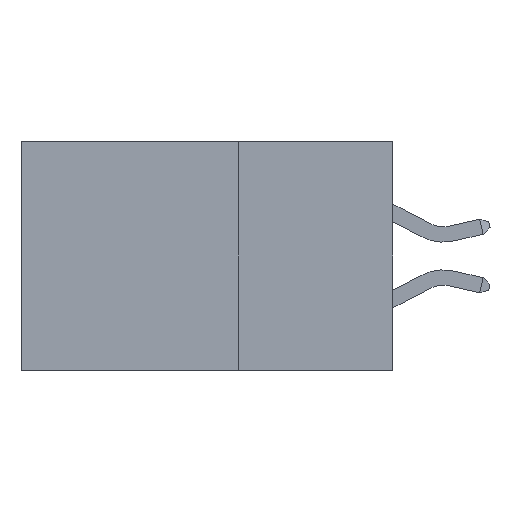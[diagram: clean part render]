
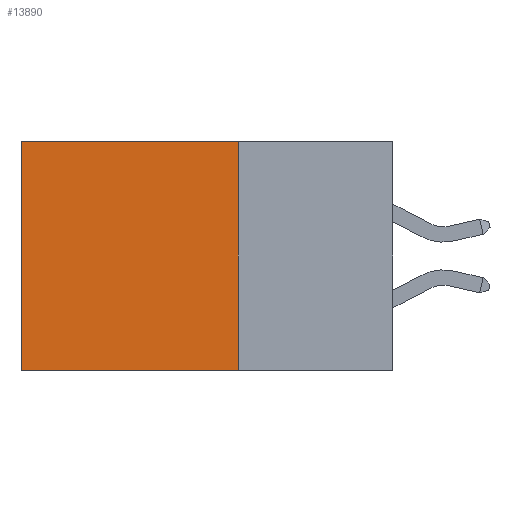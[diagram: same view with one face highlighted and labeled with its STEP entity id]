
A CAD part, left-side view. The second image highlights one B-rep face of the part: STEP entity #13890.
In plain terms, the highlighted planar face has unit normal (-1, 0, 0).
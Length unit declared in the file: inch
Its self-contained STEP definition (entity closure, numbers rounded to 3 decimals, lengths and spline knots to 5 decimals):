
#266 = ORIENTED_EDGE ( 'NONE', *, *, #1454, .F. ) ;
#655 = EDGE_CURVE ( 'NONE', #11535, #5906, #3705, .T. ) ;
#710 = VERTEX_POINT ( 'NONE', #8478 ) ;
#1307 = CARTESIAN_POINT ( 'NONE',  ( 0.2875, 0.25, 0. ) ) ;
#1454 = EDGE_CURVE ( 'NONE', #710, #5906, #4876, .T. ) ;
#2913 = VECTOR ( 'NONE', #10657, 39.37008 ) ;
#3705 = LINE ( 'NONE', #4938, #10852 ) ;
#4201 = LINE ( 'NONE', #7479, #8050 ) ;
#4395 = VECTOR ( 'NONE', #11291, 39.37008 ) ;
#4876 = LINE ( 'NONE', #13225, #2913 ) ;
#4938 = CARTESIAN_POINT ( 'NONE',  ( 0.2875, 0.6, 0. ) ) ;
#5001 = ORIENTED_EDGE ( 'NONE', *, *, #12874, .F. ) ;
#5638 = PLANE ( 'NONE',  #6704 ) ;
#5725 = CARTESIAN_POINT ( 'NONE',  ( 0.2875, 0.25, 0. ) ) ;
#5906 = VERTEX_POINT ( 'NONE', #13338 ) ;
#6704 = AXIS2_PLACEMENT_3D ( 'NONE', #1307, #9941, #7929 ) ;
#7479 = CARTESIAN_POINT ( 'NONE',  ( 0.2875, 0.25, 0. ) ) ;
#7929 = DIRECTION ( 'NONE',  ( 0., 0., -1. ) ) ;
#8050 = VECTOR ( 'NONE', #12786, 39.37008 ) ;
#8128 = DIRECTION ( 'NONE',  ( 0., 0., -1. ) ) ;
#8478 = CARTESIAN_POINT ( 'NONE',  ( 0.2875, 0.25, -0.37 ) ) ;
#8562 = ORIENTED_EDGE ( 'NONE', *, *, #12975, .T. ) ;
#9941 = DIRECTION ( 'NONE',  ( 1., 0., 0. ) ) ;
#10657 = DIRECTION ( 'NONE',  ( 0., 1., 0. ) ) ;
#10852 = VECTOR ( 'NONE', #8128, 39.37008 ) ;
#11092 = FACE_OUTER_BOUND ( 'NONE', #11477, .T. ) ;
#11291 = DIRECTION ( 'NONE',  ( 0., 0., -1. ) ) ;
#11477 = EDGE_LOOP ( 'NONE', ( #12430, #266, #5001, #8562 ) ) ;
#11535 = VERTEX_POINT ( 'NONE', #12646 ) ;
#12430 = ORIENTED_EDGE ( 'NONE', *, *, #655, .T. ) ;
#12445 = CARTESIAN_POINT ( 'NONE',  ( 0.2875, 0.25, 0. ) ) ;
#12646 = CARTESIAN_POINT ( 'NONE',  ( 0.2875, 0.6, 0. ) ) ;
#12786 = DIRECTION ( 'NONE',  ( 0., 1., 0. ) ) ;
#12874 = EDGE_CURVE ( 'NONE', #13572, #710, #13431, .T. ) ;
#12975 = EDGE_CURVE ( 'NONE', #13572, #11535, #4201, .T. ) ;
#13225 = CARTESIAN_POINT ( 'NONE',  ( 0.2875, 0.25, -0.37 ) ) ;
#13338 = CARTESIAN_POINT ( 'NONE',  ( 0.2875, 0.6, -0.37 ) ) ;
#13431 = LINE ( 'NONE', #12445, #4395 ) ;
#13572 = VERTEX_POINT ( 'NONE', #5725 ) ;
#13890 = ADVANCED_FACE ( 'NONE', ( #11092 ), #5638, .F. ) ;
